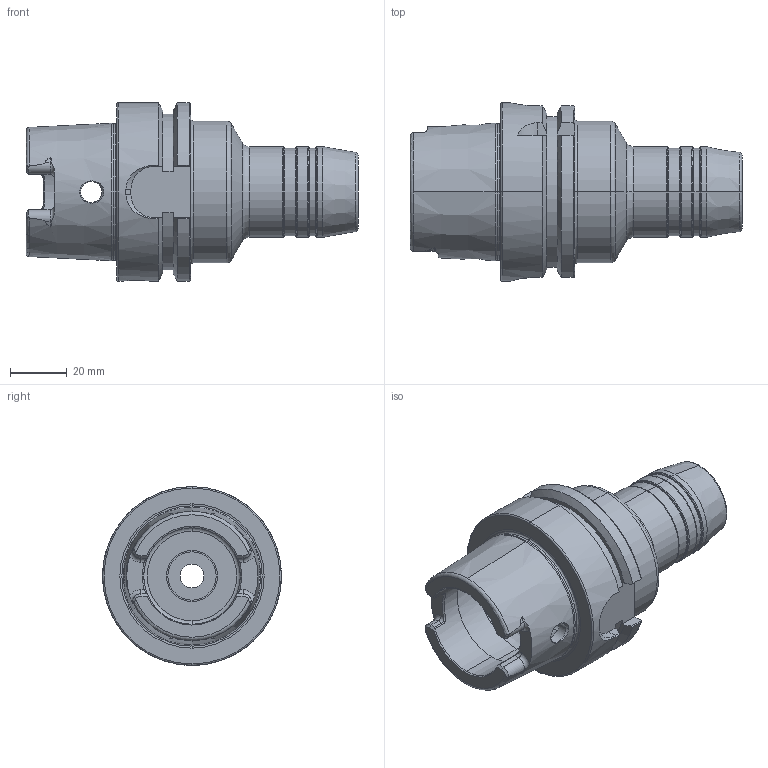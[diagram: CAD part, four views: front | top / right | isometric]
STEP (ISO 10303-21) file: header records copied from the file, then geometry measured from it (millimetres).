
FILE_DESCRIPTION((''),'2;1');
FILE_NAME('LO-HSK63A-HC9_525-80','2019-10-24T08:48:15',('eos'),(''),'CREO PARAMETRIC BY PTC INC, 2018500','CREO PARAMETRIC BY PTC INC, 2018500','');
FILE_SCHEMA(('CONFIG_CONTROL_DESIGN'));
Length unit declared in the file: millimetre
Products named in the file (1): LO-HSK63A-HC9_525-80
Bounding box: 117 x 63 x 63 mm (x, y, z)
Volume: 138879 mm3; surface area: 31147.9 mm2
Topology: 1 solids, 2 shells, 209 faces, 504 edges, 304 vertices
Faces by surface type: cylinder 63, plane 58, cone 43, torus 41, bspline 4
Entity records: 6758 total; most frequent: CARTESIAN_POINT 1839, DIRECTION 1060, ORIENTED_EDGE 1004, EDGE_CURVE 504, AXIS2_PLACEMENT_3D 431, VERTEX_POINT 304, CIRCLE 225, EDGE_LOOP 222
